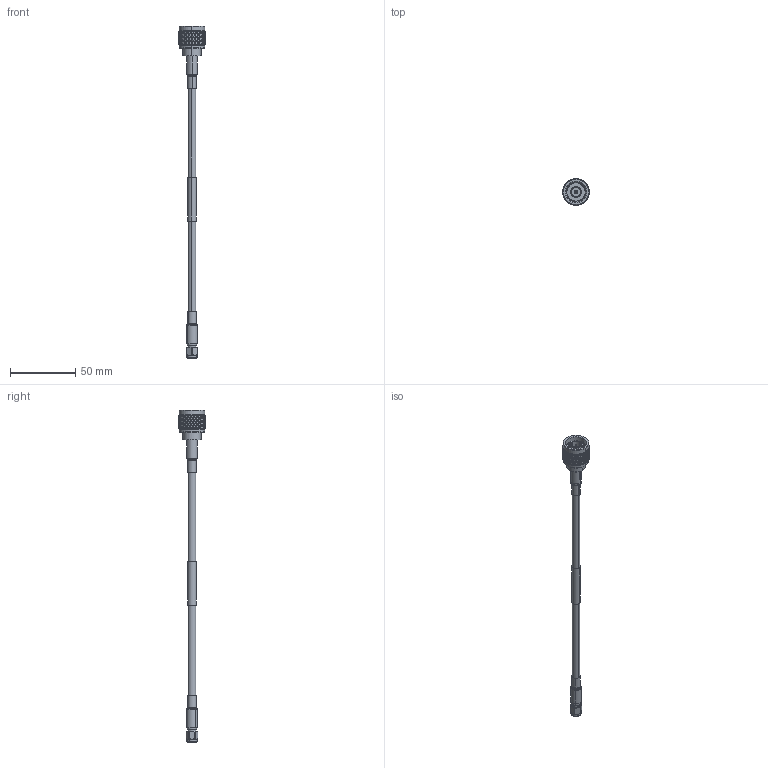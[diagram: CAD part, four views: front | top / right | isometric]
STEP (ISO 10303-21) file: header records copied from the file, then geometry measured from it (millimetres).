
FILE_DESCRIPTION (( 'STEP AP214' ), '1' );
FILE_NAME ('FMCA1935_3D.step', '2024-01-19T19:40:31', ( '' ), ( '' ), 'SwSTEP 2.0', 'SolidWorks 2022', '' );
FILE_SCHEMA (( 'AUTOMOTIVE_DESIGN' ));
Length unit declared in the file: inch
Products named in the file (6): FMCA1935_3D; Copy (2) of Heatshrink_LMR-240_240177^FMCA1935; Copy of Cable_LMR-240_240177^FMCA1935_WITH LABEL; Copy of PE44637 ¦ SC7033^FMCA1935; Copy of Heatshrink_LMR-240_240177^FMCA1935; Copy of FMCN1589^FMCA1935
Assembly tree (5 placements, depth 2):
  FMCA1935_3D
    Copy of Cable_LMR-240_240177^FMCA1935_WITH LABEL
    Copy of Heatshrink_LMR-240_240177^FMCA1935
    Copy of FMCN1589^FMCA1935
    Copy of PE44637 ¦ SC7033^FMCA1935
    Copy (2) of Heatshrink_LMR-240_240177^FMCA1935
Bounding box: 20.32 x 20.32 x 254.1 mm (x, y, z)
Volume: 13836.3 mm3; surface area: 10964.7 mm2
Topology: 7 solids, 7 shells, 2420 faces, 5167 edges, 2781 vertices
Faces by surface type: bspline 1768, cylinder 540, plane 56, cone 46, torus 10
Entity records: 94059 total; most frequent: CARTESIAN_POINT 60608, ORIENTED_EDGE 10334, EDGE_CURVE 5167, VERTEX_POINT 2781, EDGE_LOOP 2444, FACE_OUTER_BOUND 2420, ADVANCED_FACE 2420, DIRECTION 2276
